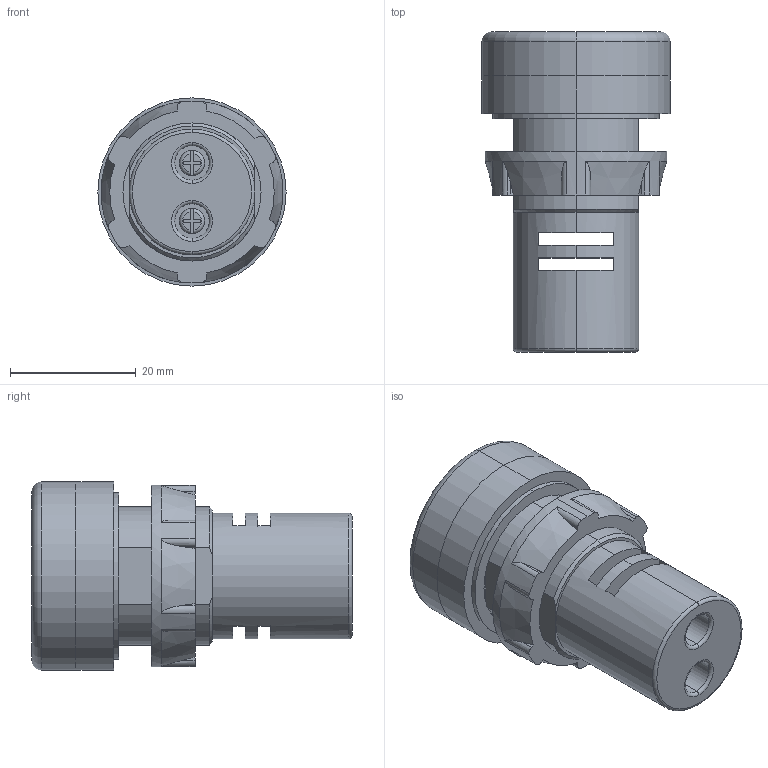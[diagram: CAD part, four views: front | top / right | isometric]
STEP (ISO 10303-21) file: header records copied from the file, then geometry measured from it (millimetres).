
FILE_DESCRIPTION (( 'STEP AP214' ), '1' );
FILE_NAME ('ECX2051-24L.STEP', '2018-03-08T18:22:46', ( '' ), ( '' ), 'SwSTEP 2.0', 'SolidWorks 2017', '' );
FILE_SCHEMA (( 'AUTOMOTIVE_DESIGN' ));
Length unit declared in the file: millimetre
Products named in the file (1): ECX2051-24L
Bounding box: 30 x 51 x 30 mm (x, y, z)
Volume: 22482.9 mm3; surface area: 9830.9 mm2
Topology: 6 solids, 6 shells, 123 faces, 325 edges, 213 vertices
Faces by surface type: plane 63, cylinder 39, torus 12, cone 9
Entity records: 4119 total; most frequent: CARTESIAN_POINT 920, DIRECTION 666, ORIENTED_EDGE 650, EDGE_CURVE 325, AXIS2_PLACEMENT_3D 255, VERTEX_POINT 213, LINE 156, VECTOR 156
